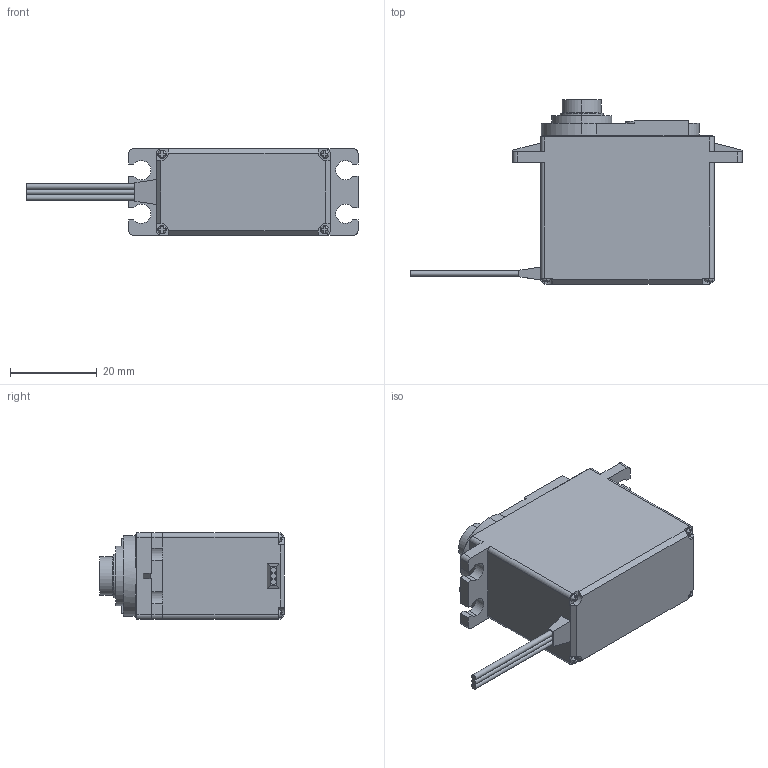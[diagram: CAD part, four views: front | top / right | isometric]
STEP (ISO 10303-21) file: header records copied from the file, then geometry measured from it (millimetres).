
FILE_DESCRIPTION (( 'STEP AP214' ), '1' );
FILE_NAME ('HS-5485HB Servo.STEP', '2015-04-17T13:50:22', ( 'User' ), ( '' ), 'SwSTEP 2.0', 'SolidWorks 2012', '' );
FILE_SCHEMA (( 'AUTOMOTIVE_DESIGN' ));
Length unit declared in the file: millimetre
Products named in the file (1): HS-5485HB Servo
Bounding box: 76.75 x 42.7 x 20 mm (x, y, z)
Volume: 30402.5 mm3; surface area: 7276.5 mm2
Topology: 2 solids, 2 shells, 295 faces, 846 edges, 558 vertices
Faces by surface type: plane 237, cylinder 50, sphere 8
Entity records: 10889 total; most frequent: CARTESIAN_POINT 1676, ORIENTED_EDGE 1660, DIRECTION 1596, EDGE_CURVE 830, VECTOR 656, LINE 656, VERTEX_POINT 550, AXIS2_PLACEMENT_3D 470
